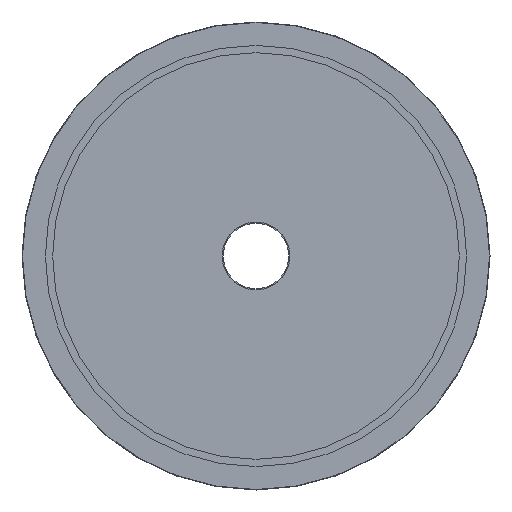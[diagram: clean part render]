
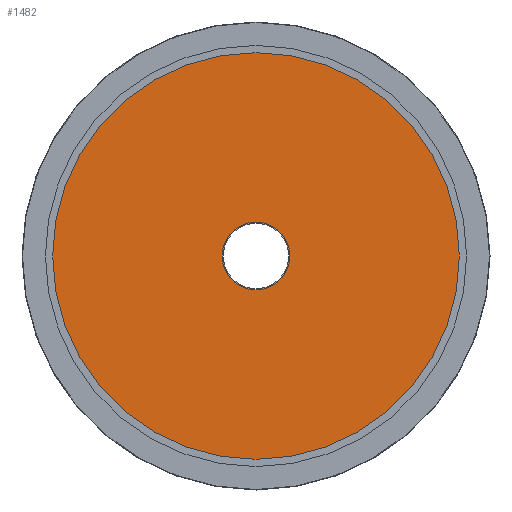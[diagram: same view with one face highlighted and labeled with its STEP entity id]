
A CAD part, front view. The second image highlights one B-rep face of the part: STEP entity #1482.
In plain terms, the highlighted planar face has unit normal (0, -1, 0).
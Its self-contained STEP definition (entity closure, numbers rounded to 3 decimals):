
#24 = CIRCLE ( 'NONE', #634, 126. ) ;
#31 = DIRECTION ( 'NONE',  ( 0., 0., 1. ) ) ;
#35 = EDGE_CURVE ( 'NONE', #1506, #1642, #24, .T. ) ;
#110 = CIRCLE ( 'NONE', #163, 126. ) ;
#129 = DIRECTION ( 'NONE',  ( 0., 1., 0. ) ) ;
#130 = CARTESIAN_POINT ( 'NONE',  ( 0., 0., 21.05 ) ) ;
#141 = EDGE_CURVE ( 'NONE', #949, #1046, #1592, .T. ) ;
#163 = AXIS2_PLACEMENT_3D ( 'NONE', #547, #1057, #820 ) ;
#222 = CARTESIAN_POINT ( 'NONE',  ( 0., 0., 0. ) ) ;
#225 = AXIS2_PLACEMENT_3D ( 'NONE', #222, #129, #243 ) ;
#243 = DIRECTION ( 'NONE',  ( 0., 0., 1. ) ) ;
#266 = PLANE ( 'NONE',  #1425 ) ;
#285 = EDGE_CURVE ( 'NONE', #1642, #1506, #110, .T. ) ;
#301 = CARTESIAN_POINT ( 'NONE',  ( 0., 0., -21.05 ) ) ;
#341 = ORIENTED_EDGE ( 'NONE', *, *, #35, .T. ) ;
#413 = FACE_OUTER_BOUND ( 'NONE', #1104, .T. ) ;
#494 = EDGE_LOOP ( 'NONE', ( #626, #714 ) ) ;
#547 = CARTESIAN_POINT ( 'NONE',  ( 0., 0., 0. ) ) ;
#576 = DIRECTION ( 'NONE',  ( 0., 0., 1. ) ) ;
#592 = AXIS2_PLACEMENT_3D ( 'NONE', #946, #1472, #576 ) ;
#626 = ORIENTED_EDGE ( 'NONE', *, *, #1626, .T. ) ;
#634 = AXIS2_PLACEMENT_3D ( 'NONE', #1647, #1005, #997 ) ;
#714 = ORIENTED_EDGE ( 'NONE', *, *, #141, .T. ) ;
#792 = DIRECTION ( 'NONE',  ( 0., 1., 0. ) ) ;
#820 = DIRECTION ( 'NONE',  ( 0., 0., -1. ) ) ;
#946 = CARTESIAN_POINT ( 'NONE',  ( 0., 0., 0. ) ) ;
#949 = VERTEX_POINT ( 'NONE', #130 ) ;
#997 = DIRECTION ( 'NONE',  ( 0., 0., -1. ) ) ;
#1005 = DIRECTION ( 'NONE',  ( 0., -1., 0. ) ) ;
#1046 = VERTEX_POINT ( 'NONE', #301 ) ;
#1047 = CARTESIAN_POINT ( 'NONE',  ( -126., 0., 0. ) ) ;
#1057 = DIRECTION ( 'NONE',  ( 0., -1., 0. ) ) ;
#1104 = EDGE_LOOP ( 'NONE', ( #341, #1165 ) ) ;
#1165 = ORIENTED_EDGE ( 'NONE', *, *, #285, .T. ) ;
#1192 = FACE_BOUND ( 'NONE', #494, .T. ) ;
#1242 = CARTESIAN_POINT ( 'NONE',  ( 0., 0., 126. ) ) ;
#1243 = CIRCLE ( 'NONE', #592, 21.05 ) ;
#1319 = CARTESIAN_POINT ( 'NONE',  ( 0., 0., -126. ) ) ;
#1425 = AXIS2_PLACEMENT_3D ( 'NONE', #1047, #792, #31 ) ;
#1472 = DIRECTION ( 'NONE',  ( 0., 1., 0. ) ) ;
#1482 = ADVANCED_FACE ( 'NONE', ( #1192, #413 ), #266, .F. ) ;
#1506 = VERTEX_POINT ( 'NONE', #1319 ) ;
#1592 = CIRCLE ( 'NONE', #225, 21.05 ) ;
#1626 = EDGE_CURVE ( 'NONE', #1046, #949, #1243, .T. ) ;
#1642 = VERTEX_POINT ( 'NONE', #1242 ) ;
#1647 = CARTESIAN_POINT ( 'NONE',  ( 0., 0., 0. ) ) ;
